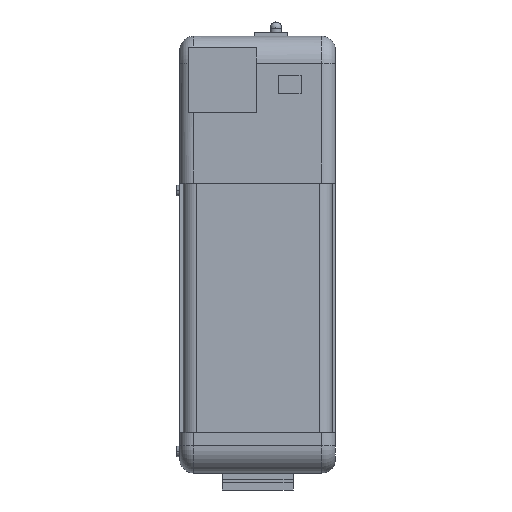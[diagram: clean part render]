
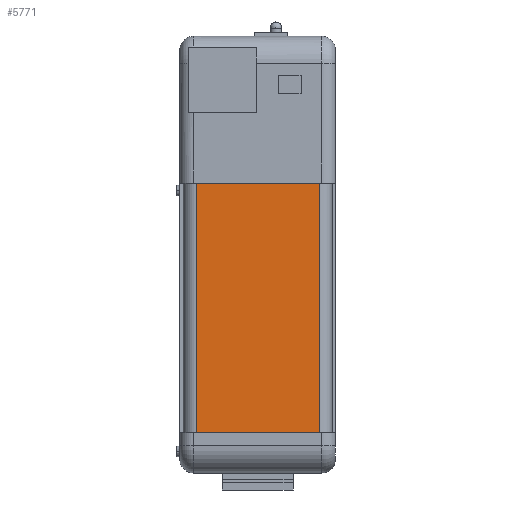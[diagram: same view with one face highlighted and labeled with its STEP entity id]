
A CAD part, front view. The second image highlights one B-rep face of the part: STEP entity #5771.
In plain terms, the highlighted planar face has unit normal (0, -1, 0).
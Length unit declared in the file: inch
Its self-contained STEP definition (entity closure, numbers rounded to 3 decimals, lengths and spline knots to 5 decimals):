
#59 = LINE ( 'NONE', #14997, #3236 ) ;
#302 = LINE ( 'NONE', #739, #15235 ) ;
#307 = VECTOR ( 'NONE', #741, 39.37008 ) ;
#739 = CARTESIAN_POINT ( 'NONE',  ( 0.5625, -2.9225, 0.655 ) ) ;
#741 = DIRECTION ( 'NONE',  ( -1., 0., 0. ) ) ;
#866 = VERTEX_POINT ( 'NONE', #11420 ) ;
#872 = EDGE_CURVE ( 'NONE', #13149, #866, #59, .T. ) ;
#1868 = EDGE_CURVE ( 'NONE', #12239, #11480, #3474, .T. ) ;
#2002 = ORIENTED_EDGE ( 'NONE', *, *, #11510, .F. ) ;
#2469 = EDGE_LOOP ( 'NONE', ( #4356, #2002, #5898, #12694 ) ) ;
#3236 = VECTOR ( 'NONE', #4438, 39.37008 ) ;
#3391 = PLANE ( 'NONE',  #7654 ) ;
#3474 = LINE ( 'NONE', #4285, #307 ) ;
#4285 = CARTESIAN_POINT ( 'NONE',  ( 0.5625, -2.9225, -1.63 ) ) ;
#4356 = ORIENTED_EDGE ( 'NONE', *, *, #1868, .F. ) ;
#4438 = DIRECTION ( 'NONE',  ( -1., 0., 0. ) ) ;
#4623 = CARTESIAN_POINT ( 'NONE',  ( 0.5625, -2.9225, 0.655 ) ) ;
#5771 = ADVANCED_FACE ( 'NONE', ( #9081 ), #3391, .T. ) ;
#5821 = DIRECTION ( 'NONE',  ( 0., 0., -1. ) ) ;
#5898 = ORIENTED_EDGE ( 'NONE', *, *, #872, .T. ) ;
#7654 = AXIS2_PLACEMENT_3D ( 'NONE', #4623, #12831, #5821 ) ;
#8873 = VECTOR ( 'NONE', #11822, 39.37008 ) ;
#9081 = FACE_OUTER_BOUND ( 'NONE', #2469, .T. ) ;
#10167 = DIRECTION ( 'NONE',  ( 0., 0., -1. ) ) ;
#10239 = CARTESIAN_POINT ( 'NONE',  ( 0.5625, -2.9225, 0.655 ) ) ;
#10667 = CARTESIAN_POINT ( 'NONE',  ( -0.5625, -2.9225, 0.655 ) ) ;
#11420 = CARTESIAN_POINT ( 'NONE',  ( -0.5625, -2.9225, 0.655 ) ) ;
#11480 = VERTEX_POINT ( 'NONE', #12493 ) ;
#11510 = EDGE_CURVE ( 'NONE', #13149, #12239, #302, .T. ) ;
#11562 = CARTESIAN_POINT ( 'NONE',  ( 0.5625, -2.9225, -1.63 ) ) ;
#11707 = EDGE_CURVE ( 'NONE', #866, #11480, #15058, .T. ) ;
#11822 = DIRECTION ( 'NONE',  ( 0., 0., -1. ) ) ;
#12239 = VERTEX_POINT ( 'NONE', #11562 ) ;
#12493 = CARTESIAN_POINT ( 'NONE',  ( -0.5625, -2.9225, -1.63 ) ) ;
#12694 = ORIENTED_EDGE ( 'NONE', *, *, #11707, .T. ) ;
#12831 = DIRECTION ( 'NONE',  ( 0., -1., 0. ) ) ;
#13149 = VERTEX_POINT ( 'NONE', #10239 ) ;
#14997 = CARTESIAN_POINT ( 'NONE',  ( 0.5625, -2.9225, 0.655 ) ) ;
#15058 = LINE ( 'NONE', #10667, #8873 ) ;
#15235 = VECTOR ( 'NONE', #10167, 39.37008 ) ;
